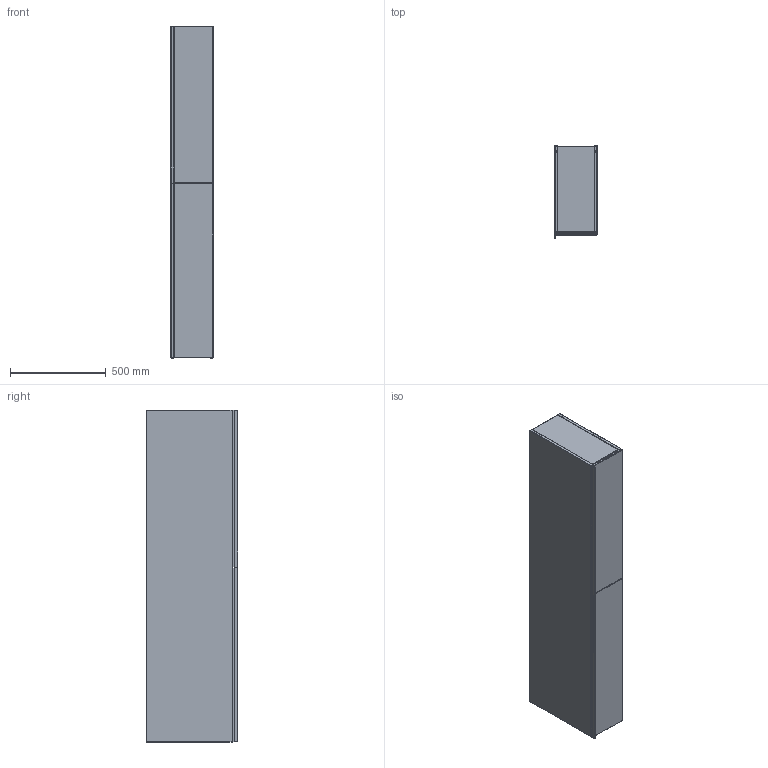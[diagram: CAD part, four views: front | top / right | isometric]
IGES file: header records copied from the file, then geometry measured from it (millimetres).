
Global section: file name: 500638; native system: Autodesk Inventor 2018; preprocessor: unknown; author: JANAN; date: 20200224.083134; units: millimetre
Bounding box: 220 x 477 x 1730 mm (x, y, z)
Volume: 42696393.6 mm3; surface area: 5438852.9 mm2
Topology: 3 solids, 5 shells, 420 faces, 938 edges, 459 vertices
Faces by surface type: bspline 420
